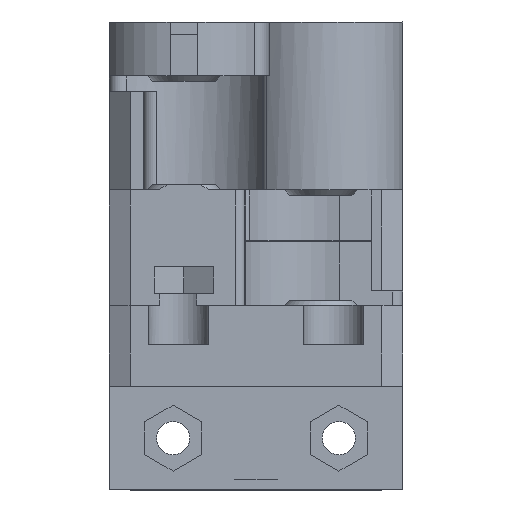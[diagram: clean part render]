
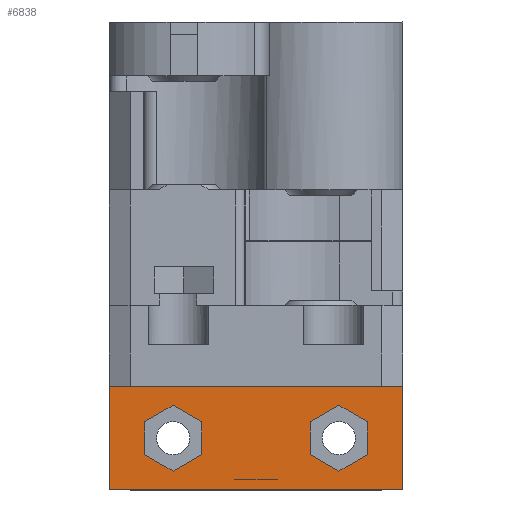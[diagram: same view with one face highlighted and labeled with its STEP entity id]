
A CAD part, left-side view. The second image highlights one B-rep face of the part: STEP entity #6838.
In plain terms, the highlighted planar face has unit normal (-1, 0, 0).
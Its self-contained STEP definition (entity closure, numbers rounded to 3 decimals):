
#241=FACE_BOUND('',#1220,.T.);
#242=FACE_BOUND('',#1221,.T.);
#774=FACE_OUTER_BOUND('',#1219,.T.);
#1219=EDGE_LOOP('',(#6006,#6007,#6008,#6009));
#1220=EDGE_LOOP('',(#6010,#6011,#6012,#6013,#6014,#6015));
#1221=EDGE_LOOP('',(#6016,#6017,#6018,#6019,#6020,#6021));
#1864=LINE('',#11059,#2600);
#1877=LINE('',#11092,#2613);
#1912=LINE('',#11165,#2648);
#1924=LINE('',#11189,#2660);
#1945=LINE('',#11240,#2681);
#1946=LINE('',#11242,#2682);
#1947=LINE('',#11244,#2683);
#1948=LINE('',#11246,#2684);
#1949=LINE('',#11248,#2685);
#1950=LINE('',#11249,#2686);
#1951=LINE('',#11252,#2687);
#1952=LINE('',#11254,#2688);
#1953=LINE('',#11256,#2689);
#1954=LINE('',#11258,#2690);
#1955=LINE('',#11260,#2691);
#1956=LINE('',#11261,#2692);
#2600=VECTOR('',#9074,10.);
#2613=VECTOR('',#9099,10.);
#2648=VECTOR('',#9156,10.);
#2660=VECTOR('',#9180,10.);
#2681=VECTOR('',#9227,10.);
#2682=VECTOR('',#9228,10.);
#2683=VECTOR('',#9229,10.);
#2684=VECTOR('',#9230,10.);
#2685=VECTOR('',#9231,10.);
#2686=VECTOR('',#9232,10.);
#2687=VECTOR('',#9233,10.);
#2688=VECTOR('',#9234,10.);
#2689=VECTOR('',#9235,10.);
#2690=VECTOR('',#9236,10.);
#2691=VECTOR('',#9237,10.);
#2692=VECTOR('',#9238,10.);
#3280=VERTEX_POINT('',#11056);
#3281=VERTEX_POINT('',#11058);
#3295=VERTEX_POINT('',#11091);
#3322=VERTEX_POINT('',#11164);
#3344=VERTEX_POINT('',#11238);
#3345=VERTEX_POINT('',#11239);
#3346=VERTEX_POINT('',#11241);
#3347=VERTEX_POINT('',#11243);
#3348=VERTEX_POINT('',#11245);
#3349=VERTEX_POINT('',#11247);
#3350=VERTEX_POINT('',#11250);
#3351=VERTEX_POINT('',#11251);
#3352=VERTEX_POINT('',#11253);
#3353=VERTEX_POINT('',#11255);
#3354=VERTEX_POINT('',#11257);
#3355=VERTEX_POINT('',#11259);
#4162=EDGE_CURVE('',#3280,#3281,#1864,.F.);
#4179=EDGE_CURVE('',#3281,#3295,#1877,.F.);
#4216=EDGE_CURVE('',#3295,#3322,#1912,.T.);
#4229=EDGE_CURVE('',#3280,#3322,#1924,.T.);
#4256=EDGE_CURVE('',#3344,#3345,#1945,.T.);
#4257=EDGE_CURVE('',#3345,#3346,#1946,.T.);
#4258=EDGE_CURVE('',#3346,#3347,#1947,.T.);
#4259=EDGE_CURVE('',#3347,#3348,#1948,.T.);
#4260=EDGE_CURVE('',#3348,#3349,#1949,.T.);
#4261=EDGE_CURVE('',#3349,#3344,#1950,.T.);
#4262=EDGE_CURVE('',#3350,#3351,#1951,.T.);
#4263=EDGE_CURVE('',#3351,#3352,#1952,.T.);
#4264=EDGE_CURVE('',#3352,#3353,#1953,.T.);
#4265=EDGE_CURVE('',#3353,#3354,#1954,.T.);
#4266=EDGE_CURVE('',#3354,#3355,#1955,.T.);
#4267=EDGE_CURVE('',#3355,#3350,#1956,.T.);
#6006=ORIENTED_EDGE('',*,*,#4179,.F.);
#6007=ORIENTED_EDGE('',*,*,#4162,.F.);
#6008=ORIENTED_EDGE('',*,*,#4229,.T.);
#6009=ORIENTED_EDGE('',*,*,#4216,.F.);
#6010=ORIENTED_EDGE('',*,*,#4256,.T.);
#6011=ORIENTED_EDGE('',*,*,#4257,.T.);
#6012=ORIENTED_EDGE('',*,*,#4258,.T.);
#6013=ORIENTED_EDGE('',*,*,#4259,.T.);
#6014=ORIENTED_EDGE('',*,*,#4260,.T.);
#6015=ORIENTED_EDGE('',*,*,#4261,.T.);
#6016=ORIENTED_EDGE('',*,*,#4262,.T.);
#6017=ORIENTED_EDGE('',*,*,#4263,.T.);
#6018=ORIENTED_EDGE('',*,*,#4264,.T.);
#6019=ORIENTED_EDGE('',*,*,#4265,.T.);
#6020=ORIENTED_EDGE('',*,*,#4266,.T.);
#6021=ORIENTED_EDGE('',*,*,#4267,.T.);
#6493=PLANE('',#7460);
#6838=ADVANCED_FACE('',(#774,#241,#242),#6493,.T.);
#7460=AXIS2_PLACEMENT_3D('',#11237,#9225,#9226);
#9074=DIRECTION('',(0.,1.,0.));
#9099=DIRECTION('',(0.,0.,1.));
#9156=DIRECTION('',(0.,1.,0.));
#9180=DIRECTION('',(0.,0.,-1.));
#9225=DIRECTION('center_axis',(-1.,0.,0.));
#9226=DIRECTION('ref_axis',(0.,1.,0.));
#9227=DIRECTION('',(0.,0.866,0.5));
#9228=DIRECTION('',(0.,0.,1.));
#9229=DIRECTION('',(0.,-0.866,0.5));
#9230=DIRECTION('',(0.,-0.866,-0.5));
#9231=DIRECTION('',(0.,0.,-1.));
#9232=DIRECTION('',(0.,0.866,-0.5));
#9233=DIRECTION('',(0.,-0.866,0.5));
#9234=DIRECTION('',(0.,-0.866,-0.5));
#9235=DIRECTION('',(0.,0.,-1.));
#9236=DIRECTION('',(0.,0.866,-0.5));
#9237=DIRECTION('',(0.,0.866,0.5));
#9238=DIRECTION('',(0.,0.,1.));
#11056=CARTESIAN_POINT('',(-1.5,231.604,0.));
#11058=CARTESIAN_POINT('',(-1.5,203.304,0.));
#11059=CARTESIAN_POINT('',(-1.5,210.379,0.));
#11091=CARTESIAN_POINT('',(-1.5,203.304,-10.));
#11092=CARTESIAN_POINT('',(-1.5,203.304,0.));
#11164=CARTESIAN_POINT('',(-1.5,231.604,-10.));
#11165=CARTESIAN_POINT('',(-1.5,210.379,-10.));
#11189=CARTESIAN_POINT('',(-1.5,231.604,0.));
#11237=CARTESIAN_POINT('Origin',(-1.5,203.304,0.));
#11238=CARTESIAN_POINT('',(-1.5,225.454,-8.175));
#11239=CARTESIAN_POINT('',(-1.5,228.204,-6.588));
#11240=CARTESIAN_POINT('',(-1.5,218.918,-11.949));
#11241=CARTESIAN_POINT('',(-1.5,228.204,-3.412));
#11242=CARTESIAN_POINT('',(-1.5,228.204,-3.294));
#11243=CARTESIAN_POINT('',(-1.5,225.454,-1.825));
#11244=CARTESIAN_POINT('',(-1.5,218.127,2.405));
#11245=CARTESIAN_POINT('',(-1.5,222.704,-3.412));
#11246=CARTESIAN_POINT('',(-1.5,217.543,-6.392));
#11247=CARTESIAN_POINT('',(-1.5,222.704,-6.588));
#11248=CARTESIAN_POINT('',(-1.5,222.704,-1.706));
#11249=CARTESIAN_POINT('',(-1.5,214.002,-1.564));
#11250=CARTESIAN_POINT('',(-1.5,212.204,-3.412));
#11251=CARTESIAN_POINT('',(-1.5,209.454,-1.825));
#11252=CARTESIAN_POINT('',(-1.5,208.127,-1.059));
#11253=CARTESIAN_POINT('',(-1.5,206.704,-3.412));
#11254=CARTESIAN_POINT('',(-1.5,207.543,-2.928));
#11255=CARTESIAN_POINT('',(-1.5,206.704,-6.588));
#11256=CARTESIAN_POINT('',(-1.5,206.704,-1.706));
#11257=CARTESIAN_POINT('',(-1.5,209.454,-8.175));
#11258=CARTESIAN_POINT('',(-1.5,204.002,-5.028));
#11259=CARTESIAN_POINT('',(-1.5,212.204,-6.588));
#11260=CARTESIAN_POINT('',(-1.5,208.918,-8.485));
#11261=CARTESIAN_POINT('',(-1.5,212.204,-3.294));
